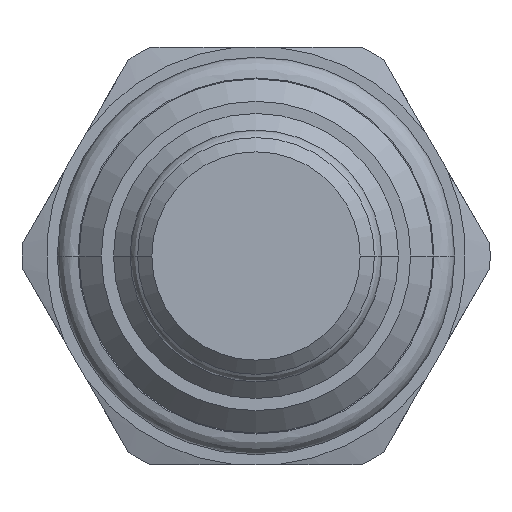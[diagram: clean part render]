
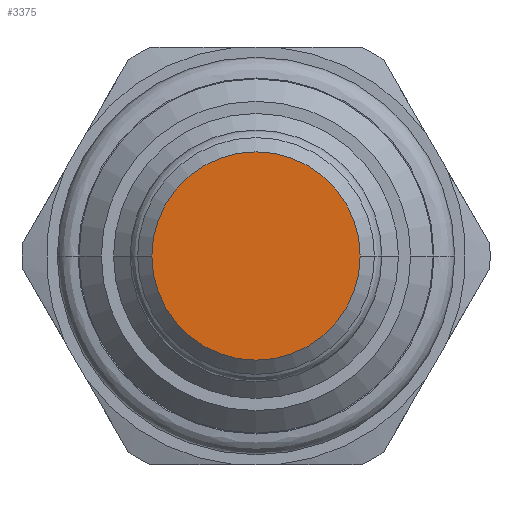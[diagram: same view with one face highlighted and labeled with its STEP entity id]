
A CAD part, front view. The second image highlights one B-rep face of the part: STEP entity #3375.
In plain terms, the highlighted planar face has unit normal (0, -1, 0).
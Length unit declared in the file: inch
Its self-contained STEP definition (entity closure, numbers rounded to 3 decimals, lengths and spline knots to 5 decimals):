
#1355=CARTESIAN_POINT('',(0.,-1.091,0.));
#1356=DIRECTION('',(0.,1.,0.));
#1357=DIRECTION('',(-1.,0.,0.));
#1358=AXIS2_PLACEMENT_3D('',#1355,#1356,#1357);
#1373=CARTESIAN_POINT('',(0.,-1.091,0.));
#1374=DIRECTION('',(0.,1.,0.));
#1375=DIRECTION('',(1.,0.,0.));
#1376=AXIS2_PLACEMENT_3D('',#1373,#1374,#1375);
#1597=CARTESIAN_POINT('',(0.2185,-1.091,0.));
#1598=CARTESIAN_POINT('',(-0.2185,-1.091,0.));
#1599=VERTEX_POINT('',#1597);
#1600=VERTEX_POINT('',#1598);
#3365=CARTESIAN_POINT('',(0.,-1.091,0.));
#3366=DIRECTION('',(0.,1.,0.));
#3367=DIRECTION('',(1.,0.,0.));
#3368=AXIS2_PLACEMENT_3D('',#3365,#3366,#3367);
#3369=PLANE('',#3368);
#3371=ORIENTED_EDGE('',*,*,#3370,.T.);
#3372=ORIENTED_EDGE('',*,*,#3355,.T.);
#3373=EDGE_LOOP('',(#3371,#3372));
#3374=FACE_OUTER_BOUND('',#3373,.F.);
#3375=ADVANCED_FACE('',(#3374),#3369,.F.);
#1359=CIRCLE('',#1358,0.2185);
#1377=CIRCLE('',#1376,0.2185);
#3355=EDGE_CURVE('',#1600,#1599,#1359,.T.);
#3370=EDGE_CURVE('',#1599,#1600,#1377,.T.);
